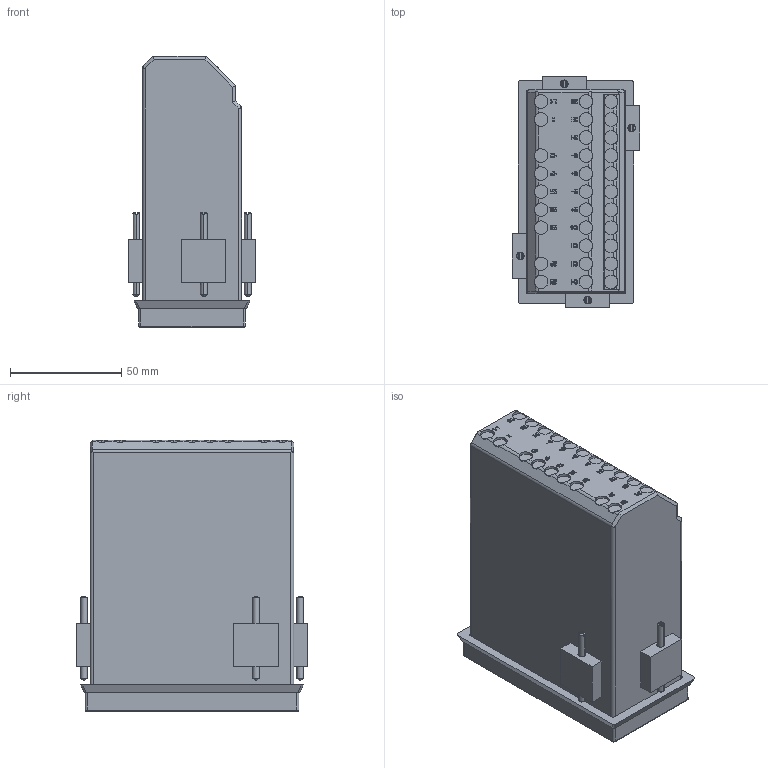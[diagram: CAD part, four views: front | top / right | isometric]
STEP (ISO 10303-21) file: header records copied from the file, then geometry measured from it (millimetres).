
FILE_DESCRIPTION(('CATIA V5 STEP Exchange'),'2;1');
FILE_NAME('RWF55 Volumenkoerper.stp','2011-10-28T06:05:18+00:00',('none'),('none'),'CATIA Version 5 Release 18 SP 6 (IN-10)','CATIA V5 STEP AP214','none');
FILE_SCHEMA(('AUTOMOTIVE_DESIGN { 1 0 10303 214 1 1 1 1 }'));
Products named in the file (5): RWF55; 702081 RWF 55 komplett_AllCATPart; Schalttafelbefestiger RWF55; Spindel; Schalttafeldichtung
Assembly tree (10 placements, depth 2):
  RWF55
    702081 RWF 55 komplett_AllCATPart
    Schalttafelbefestiger RWF55  x4
    Spindel  x4
    Schalttafeldichtung
Bounding box: 57.1 x 104.1 x 122.11 mm (x, y, z)
Volume: 491938 mm3; surface area: 62035.5 mm2
Topology: 81 solids, 81 shells, 1840 faces, 4882 edges, 3235 vertices
Faces by surface type: plane 1041, cylinder 522, extrusion 233, torus 28, cone 16
Entity records: 53869 total; most frequent: CARTESIAN_POINT 12562, ORIENTED_EDGE 9488, DIRECTION 6116, EDGE_CURVE 4744, VECTOR 3150, VERTEX_POINT 3145, LINE 2917, AXIS2_PLACEMENT_3D 1989
